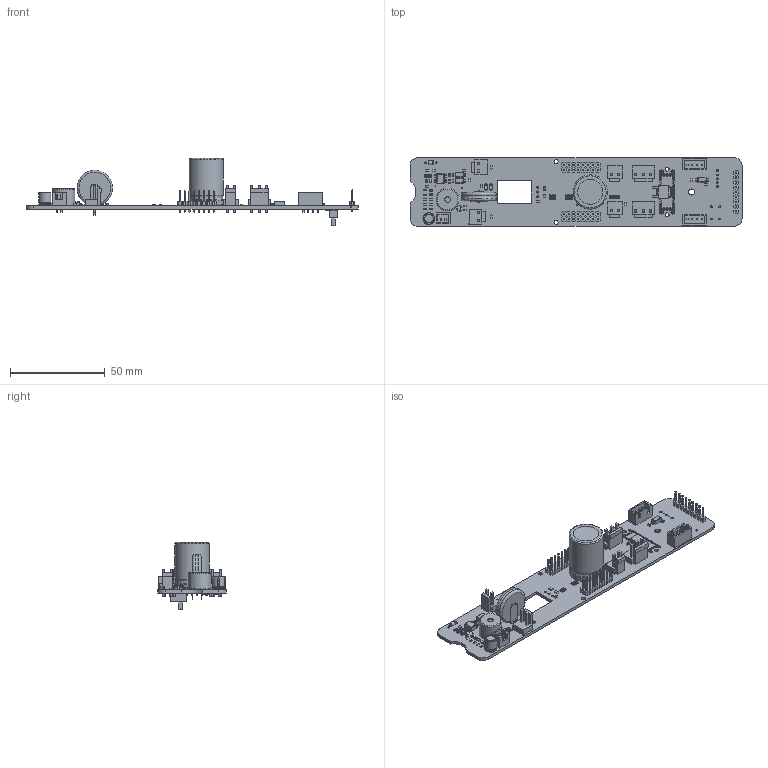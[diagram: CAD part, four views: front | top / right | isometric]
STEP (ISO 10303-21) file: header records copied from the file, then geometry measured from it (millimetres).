
FILE_DESCRIPTION(/* description */ (''),/* implementation_level */ '2;1');
FILE_NAME(/* name */ '',/* time_stamp */ '2023-07-12T14:52:51+09:00',/* author */ (''),/* organization */ (''),/* preprocessor_version */ 'ST-DEVELOPER v19.2',/* originating_system */ 'Autodesk Translation Framework v12.6.0.85',/* authorisation */ '');
FILE_SCHEMA (('AUTOMOTIVE_DESIGN { 1 0 10303 214 3 1 1 }'));
Length unit declared in the file: millimetre
Products named in the file (33): 電源基盤; Board; Packages; SOIC127P600X250-8N; SS-12D01-VG4; SE-5R5-D105VYV; DPACK; TO220; NFE31; SOT95P240X110-3N; LEDC1608X39N_G; LEDC1608X39N_R; UGCM1205XP; B2B-XH-A; 1X09; TS-0606-F-N; DIOAD590W50L290D210B; CPOL6.3-7_2.5; D18_L25_P7.5_D1; LEDC1608X39N_B; SOD-123; pin; pin(Mirror); icbody; Component5; B2P-VH; B3P-VH; B4B-XH-A; 2X08; C0603; C0805; R0603; SOIC127P700X210-4N
Assembly tree (66 placements, depth 4):
  電源基盤
    Board
    Packages
      NFE31  x2
      SOIC127P600X250-8N
      SS-12D01-VG4
      SE-5R5-D105VYV
      DPACK
      TO220
      SOT95P240X110-3N
      LEDC1608X39N_G
      LEDC1608X39N_R
      UGCM1205XP
      B2B-XH-A
      1X09
      TS-0606-F-N
      DIOAD590W50L290D210B
      CPOL6.3-7_2.5
      D18_L25_P7.5_D1
      LEDC1608X39N_B  x4
      SOD-123  x2
        pin
        pin(Mirror)
        icbody
        Component5
      B2P-VH  x4
      B3P-VH  x2
      B4B-XH-A  x2
      2X08  x2
      C0603  x5
      C0805  x2
      R0603  x17
      SOIC127P700X210-4N  x3
Bounding box: 175 x 36 x 35.37 mm (x, y, z)
Volume: 22543.1 mm3; surface area: 24700 mm2
Topology: 66 solids, 66 shells, 3903 faces, 9033 edges, 5496 vertices
Faces by surface type: plane 2344, cylinder 1137, sphere 392, torus 30
Full cylindrical faces by diameter (mm): 0.3 x6, 0.35 x248, 0.45 x2, 0.5 x6, 0.6 x2, 0.7 x4, 0.8 x5, 1 x6, 1.016 x51, 1.118 x3, 1.2 x2, 1.3 x2, 1.4 x4, 1.6 x4, 1.7 x14, 2.098 x1, 2.1 x6, 3 x1, 3.2 x1, 4.62 x1, 12 x1, 13.2 x1
Entity records: 60986 total; most frequent: DIRECTION 10209, CARTESIAN_POINT 9916, ORIENTED_EDGE 9634, EDGE_CURVE 4817, LINE 3511, VECTOR 3511, AXIS2_PLACEMENT_3D 3349, VERTEX_POINT 3056
